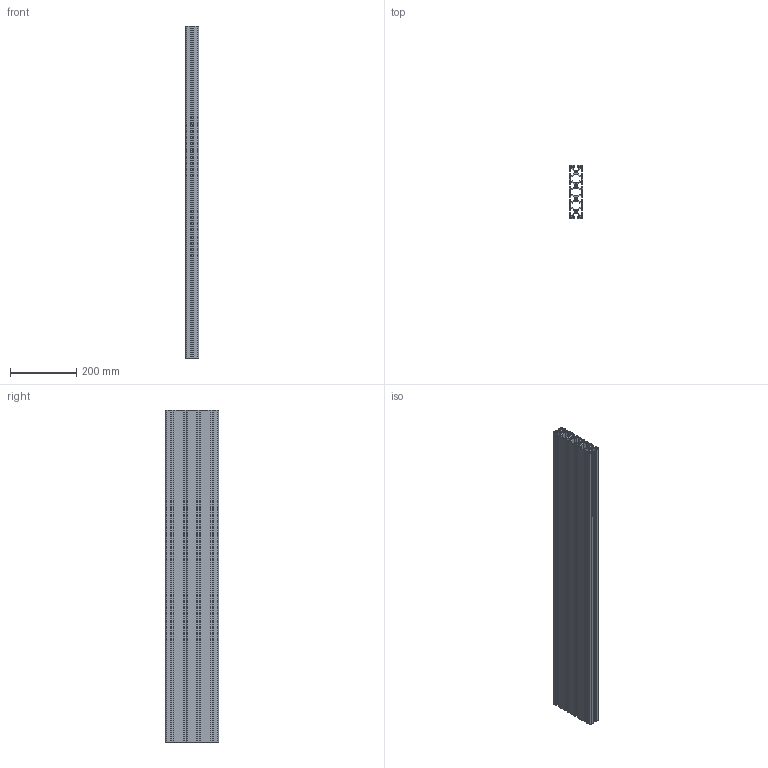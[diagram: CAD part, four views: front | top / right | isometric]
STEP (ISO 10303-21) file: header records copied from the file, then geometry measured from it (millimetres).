
FILE_DESCRIPTION (( 'STEP AP203' ), '1' );
FILE_NAME ('ALF-40160-8B.step', '2024-08-07T10:24:10', ( '' ), ( '' ), 'SwSTEP 2.0', 'SolidWorks 2022', '' );
FILE_SCHEMA (( 'CONFIG_CONTROL_DESIGN' ));
Length unit declared in the file: millimetre
Products named in the file (1): ALF-40160-8B
Bounding box: 40 x 160 x 1000 mm (x, y, z)
Volume: 2136037 mm3; surface area: 1350891.6 mm2
Topology: 1 solids, 1 shells, 434 faces, 1296 edges, 864 vertices
Faces by surface type: plane 238, cylinder 196
Entity records: 14793 total; most frequent: CARTESIAN_POINT 2595, ORIENTED_EDGE 2592, DIRECTION 2558, EDGE_CURVE 1296, LINE 904, VECTOR 904, VERTEX_POINT 864, AXIS2_PLACEMENT_3D 827
